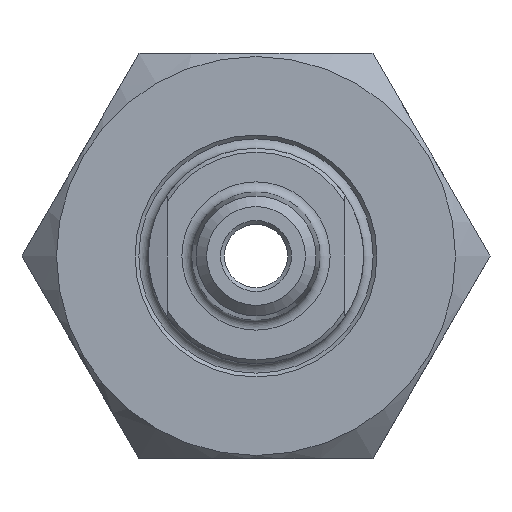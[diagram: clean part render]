
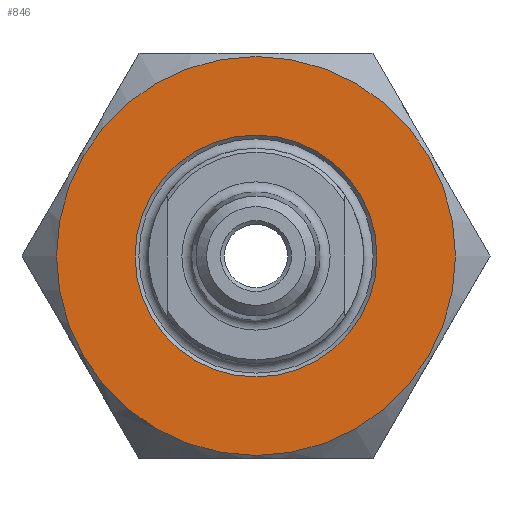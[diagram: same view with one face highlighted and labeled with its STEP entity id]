
A CAD part, left-side view. The second image highlights one B-rep face of the part: STEP entity #846.
In plain terms, the highlighted planar face has unit normal (-1, 0, 0).
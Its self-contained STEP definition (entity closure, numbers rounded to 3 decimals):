
#47=FACE_BOUND('',#149,.T.);
#66=PLANE('',#984);
#93=FACE_OUTER_BOUND('',#148,.T.);
#148=EDGE_LOOP('',(#620));
#149=EDGE_LOOP('',(#621));
#299=CIRCLE('',#965,15.75);
#306=CIRCLE('',#979,9.55);
#377=VERTEX_POINT('',#1442);
#383=VERTEX_POINT('',#1468);
#460=EDGE_CURVE('',#377,#377,#299,.T.);
#472=EDGE_CURVE('',#383,#383,#306,.T.);
#620=ORIENTED_EDGE('',*,*,#460,.T.);
#621=ORIENTED_EDGE('',*,*,#472,.F.);
#846=ADVANCED_FACE('',(#93,#47),#66,.T.);
#965=AXIS2_PLACEMENT_3D('',#1444,#1101,#1102);
#979=AXIS2_PLACEMENT_3D('',#1469,#1134,#1135);
#984=AXIS2_PLACEMENT_3D('',#1479,#1146,#1147);
#1101=DIRECTION('center_axis',(-1.,0.,0.));
#1102=DIRECTION('ref_axis',(0.,1.,0.));
#1134=DIRECTION('center_axis',(-1.,0.,0.));
#1135=DIRECTION('ref_axis',(0.,0.,-1.));
#1146=DIRECTION('center_axis',(-1.,0.,0.));
#1147=DIRECTION('ref_axis',(0.,0.,1.));
#1442=CARTESIAN_POINT('',(-13.5,-15.75,0.));
#1444=CARTESIAN_POINT('Origin',(-13.5,0.,0.));
#1468=CARTESIAN_POINT('',(-13.5,0.,9.55));
#1469=CARTESIAN_POINT('Origin',(-13.5,0.,0.));
#1479=CARTESIAN_POINT('Origin',(-13.5,0.,0.));
